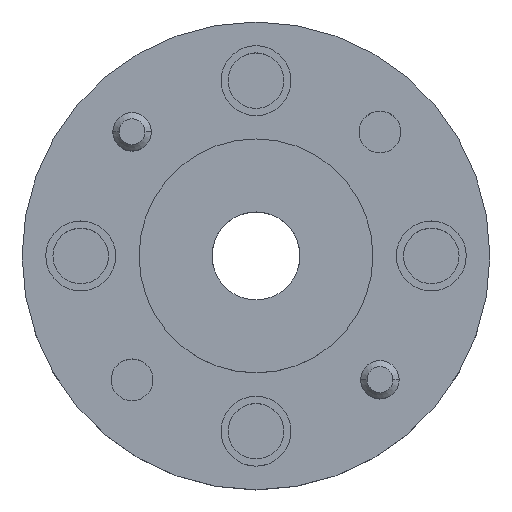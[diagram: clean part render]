
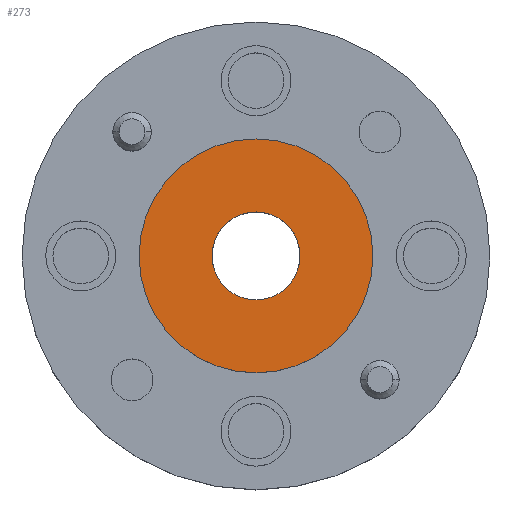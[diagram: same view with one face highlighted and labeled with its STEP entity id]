
A CAD part, top view. The second image highlights one B-rep face of the part: STEP entity #273.
In plain terms, the highlighted planar face has unit normal (0, 0, 1).
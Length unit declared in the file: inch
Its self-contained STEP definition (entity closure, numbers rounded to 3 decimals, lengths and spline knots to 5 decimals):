
#50 = CARTESIAN_POINT ( 'NONE',  ( -0.0705, 0., 0.037 ) ) ;
#144 = PLANE ( 'NONE',  #1353 ) ;
#176 = CIRCLE ( 'NONE', #1075, 0.0705 ) ;
#273 = ADVANCED_FACE ( 'NONE', ( #1430, #2158 ), #144, .T. ) ;
#349 = EDGE_CURVE ( 'NONE', #1844, #1829, #176, .T. ) ;
#429 = ORIENTED_EDGE ( 'NONE', *, *, #349, .F. ) ;
#447 = DIRECTION ( 'NONE',  ( 0., 0., 1. ) ) ;
#482 = DIRECTION ( 'NONE',  ( 1., 0., 0. ) ) ;
#493 = CARTESIAN_POINT ( 'NONE',  ( -0.1875, 0., 0.037 ) ) ;
#522 = DIRECTION ( 'NONE',  ( 0., 0., 1. ) ) ;
#573 = CARTESIAN_POINT ( 'NONE',  ( 0., 0., 0.037 ) ) ;
#691 = DIRECTION ( 'NONE',  ( 0., 0., 1. ) ) ;
#772 = DIRECTION ( 'NONE',  ( 1., 0., 0. ) ) ;
#818 = CIRCLE ( 'NONE', #2181, 0.0705 ) ;
#919 = CIRCLE ( 'NONE', #2200, 0.1875 ) ;
#946 = VERTEX_POINT ( 'NONE', #493 ) ;
#952 = VERTEX_POINT ( 'NONE', #2357 ) ;
#977 = CARTESIAN_POINT ( 'NONE',  ( 0., 0., 0.037 ) ) ;
#1020 = DIRECTION ( 'NONE',  ( 0., 0., 1. ) ) ;
#1075 = AXIS2_PLACEMENT_3D ( 'NONE', #573, #522, #1518 ) ;
#1181 = EDGE_CURVE ( 'NONE', #952, #946, #1696, .T. ) ;
#1273 = AXIS2_PLACEMENT_3D ( 'NONE', #2127, #1020, #482 ) ;
#1353 = AXIS2_PLACEMENT_3D ( 'NONE', #1629, #691, #1491 ) ;
#1384 = EDGE_LOOP ( 'NONE', ( #1600, #1955 ) ) ;
#1430 = FACE_BOUND ( 'NONE', #1544, .T. ) ;
#1487 = ORIENTED_EDGE ( 'NONE', *, *, #1972, .F. ) ;
#1491 = DIRECTION ( 'NONE',  ( 1., 0., 0. ) ) ;
#1508 = EDGE_CURVE ( 'NONE', #946, #952, #919, .T. ) ;
#1518 = DIRECTION ( 'NONE',  ( 1., 0., 0. ) ) ;
#1544 = EDGE_LOOP ( 'NONE', ( #429, #1487 ) ) ;
#1600 = ORIENTED_EDGE ( 'NONE', *, *, #1508, .T. ) ;
#1629 = CARTESIAN_POINT ( 'NONE',  ( 0., 0., 0.037 ) ) ;
#1696 = CIRCLE ( 'NONE', #1273, 0.1875 ) ;
#1779 = DIRECTION ( 'NONE',  ( 1., 0., 0. ) ) ;
#1829 = VERTEX_POINT ( 'NONE', #50 ) ;
#1844 = VERTEX_POINT ( 'NONE', #1846 ) ;
#1846 = CARTESIAN_POINT ( 'NONE',  ( 0.0705, 0., 0.037 ) ) ;
#1930 = DIRECTION ( 'NONE',  ( 0., 0., 1. ) ) ;
#1955 = ORIENTED_EDGE ( 'NONE', *, *, #1181, .T. ) ;
#1972 = EDGE_CURVE ( 'NONE', #1829, #1844, #818, .T. ) ;
#2097 = CARTESIAN_POINT ( 'NONE',  ( 0., 0., 0.037 ) ) ;
#2127 = CARTESIAN_POINT ( 'NONE',  ( 0., 0., 0.037 ) ) ;
#2158 = FACE_OUTER_BOUND ( 'NONE', #1384, .T. ) ;
#2181 = AXIS2_PLACEMENT_3D ( 'NONE', #977, #1930, #1779 ) ;
#2200 = AXIS2_PLACEMENT_3D ( 'NONE', #2097, #447, #772 ) ;
#2357 = CARTESIAN_POINT ( 'NONE',  ( 0.1875, 0., 0.037 ) ) ;
